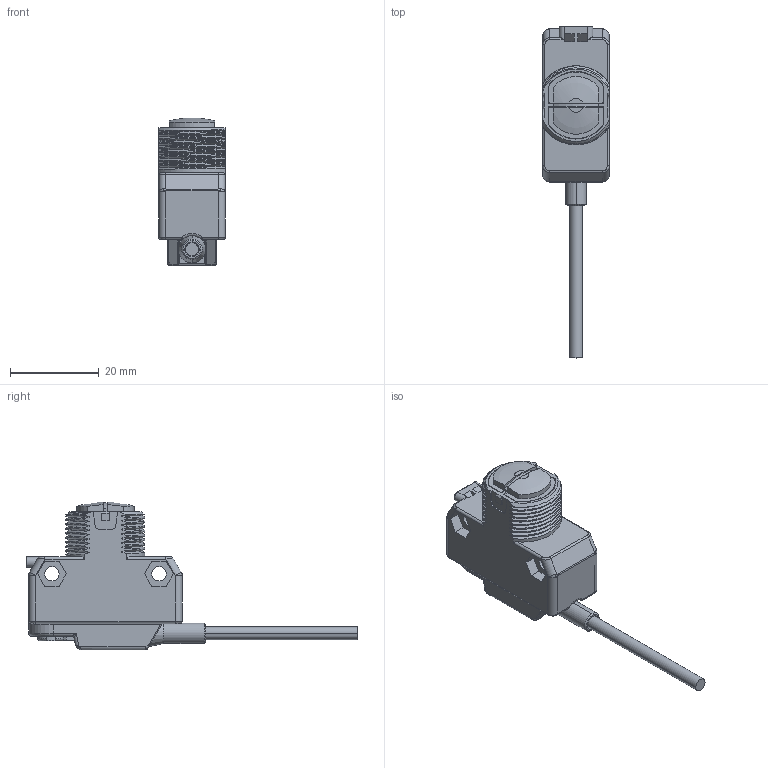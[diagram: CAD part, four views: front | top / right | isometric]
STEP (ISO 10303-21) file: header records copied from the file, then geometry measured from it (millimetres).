
FILE_DESCRIPTION((''),'2;1');
FILE_NAME('139704_SW','2008-05-07T',('banengservice'),('BANNER ENGINEERING'),'PRO/ENGINEER BY PARAMETRIC TECHNOLOGY CORPORATION, 2006170','PRO/ENGINEER BY PARAMETRIC TECHNOLOGY CORPORATION, 2006170','');
FILE_SCHEMA(('CONFIG_CONTROL_DESIGN'));
Length unit declared in the file: inch
Products named in the file (1): 139704_SW
Bounding box: 15 x 74.71 x 33.2 mm (x, y, z)
Volume: 6866.8 mm3; surface area: 9071.3 mm2
Topology: 2 solids, 2 shells, 915 faces, 2335 edges, 1461 vertices
Faces by surface type: plane 440, cylinder 261, bspline 116, torus 55, cone 27, sphere 10, revolution 6
Entity records: 34524 total; most frequent: CARTESIAN_POINT 13031, ORIENTED_EDGE 4658, DIRECTION 4161, EDGE_CURVE 2329, VERTEX_POINT 1461, VECTOR 1389, LINE 1389, AXIS2_PLACEMENT_3D 1383
